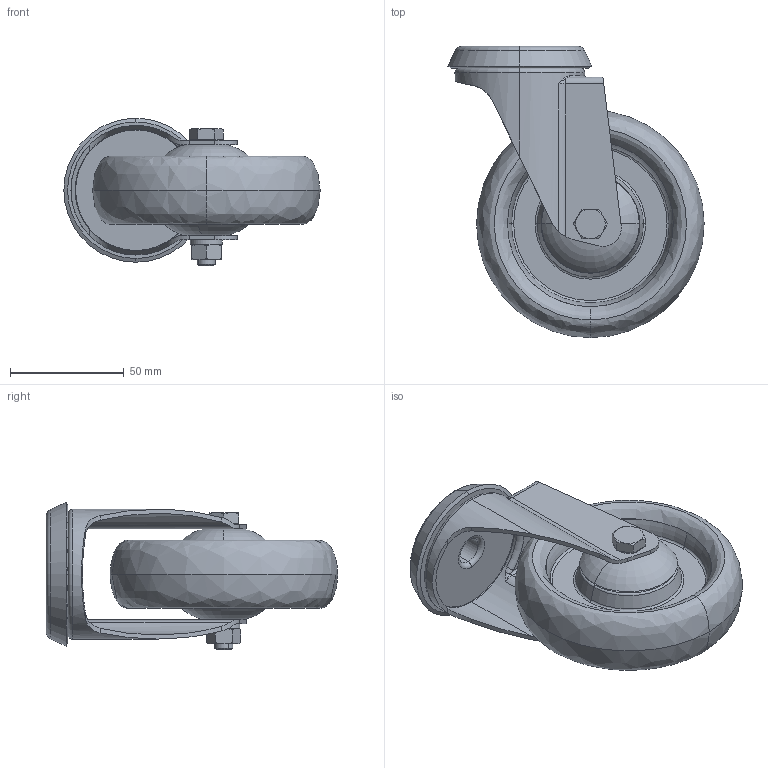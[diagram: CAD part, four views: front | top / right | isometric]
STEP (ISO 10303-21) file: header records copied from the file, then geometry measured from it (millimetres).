
FILE_DESCRIPTION (( 'STEP AP214' ), '1' );
FILE_NAME ('0034884.step', '2021-09-21T09:29:16', ( 'Windows-Benutzer' ), ( '' ), 'SwSTEP 2.0', 'SolidWorks 2020', '' );
FILE_SCHEMA (( 'AUTOMOTIVE_DESIGN' ));
Length unit declared in the file: millimetre
Products named in the file (1): 0034884
Bounding box: 112.64 x 128 x 64.84 mm (x, y, z)
Volume: 198214.7 mm3; surface area: 91128.9 mm2
Topology: 22 solids, 22 shells, 316 faces, 706 edges, 404 vertices
Faces by surface type: cylinder 74, torus 72, plane 70, cone 54, sphere 30, bspline 16
Entity records: 12543 total; most frequent: CARTESIAN_POINT 2095, DIRECTION 1550, ORIENTED_EDGE 1284, AXIS2_PLACEMENT_3D 693, EDGE_CURVE 642, CIRCLE 392, VERTEX_POINT 384, EDGE_LOOP 354
